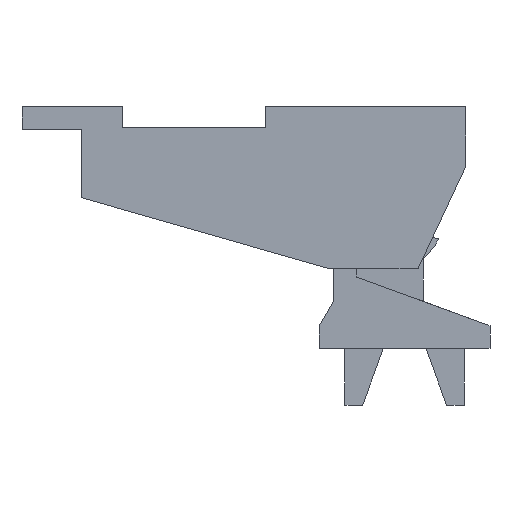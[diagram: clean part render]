
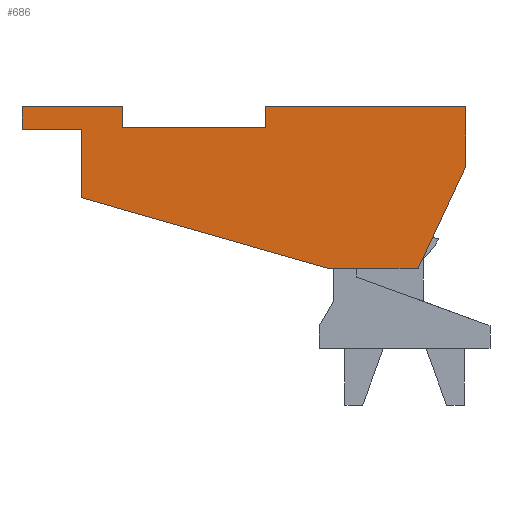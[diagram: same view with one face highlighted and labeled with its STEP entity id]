
A CAD part, left-side view. The second image highlights one B-rep face of the part: STEP entity #686.
In plain terms, the highlighted planar face has unit normal (-1, 0, 0).
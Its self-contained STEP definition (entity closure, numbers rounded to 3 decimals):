
#609=AXIS2_PLACEMENT_3D('Plane Axis2P3D',#606,#607,#608) ;
#508=CARTESIAN_POINT('Line Origine',(0.,15.4,9.7)) ;
#512=CARTESIAN_POINT('Vertex',(0.,16.45,9.7)) ;
#514=CARTESIAN_POINT('Vertex',(0.,14.35,9.7)) ;
#539=CARTESIAN_POINT('Line Origine',(0.,16.45,10.1)) ;
#543=CARTESIAN_POINT('Vertex',(0.,16.45,10.5)) ;
#588=CARTESIAN_POINT('Vertex',(0.,14.35,7.3)) ;
#591=CARTESIAN_POINT('Line Origine',(0.,14.35,8.5)) ;
#606=CARTESIAN_POINT('Axis2P3D Location',(0.,3.85,6.9)) ;
#611=CARTESIAN_POINT('Line Origine',(0.,14.675,10.5)) ;
#615=CARTESIAN_POINT('Vertex',(0.,12.9,10.5)) ;
#618=CARTESIAN_POINT('Line Origine',(0.,9.991,6.05)) ;
#622=CARTESIAN_POINT('Vertex',(0.,5.631,4.8)) ;
#625=CARTESIAN_POINT('Line Origine',(0.,4.08,4.8)) ;
#629=CARTESIAN_POINT('Vertex',(0.,2.529,4.8)) ;
#632=CARTESIAN_POINT('Line Origine',(0.,1.689,6.6)) ;
#636=CARTESIAN_POINT('Vertex',(0.,0.85,8.4)) ;
#639=CARTESIAN_POINT('Line Origine',(0.,0.85,9.45)) ;
#643=CARTESIAN_POINT('Vertex',(0.,0.85,10.5)) ;
#646=CARTESIAN_POINT('Line Origine',(0.,4.375,10.5)) ;
#650=CARTESIAN_POINT('Vertex',(0.,7.9,10.5)) ;
#653=CARTESIAN_POINT('Line Origine',(0.,7.9,10.125)) ;
#657=CARTESIAN_POINT('Vertex',(0.,7.9,9.75)) ;
#660=CARTESIAN_POINT('Line Origine',(0.,10.4,9.75)) ;
#664=CARTESIAN_POINT('Vertex',(0.,12.9,9.75)) ;
#667=CARTESIAN_POINT('Line Origine',(0.,12.9,10.125)) ;
#509=DIRECTION('Vector Direction',(0.,1.,0.)) ;
#540=DIRECTION('Vector Direction',(0.,0.,-1.)) ;
#592=DIRECTION('Vector Direction',(0.,0.,-1.)) ;
#607=DIRECTION('Axis2P3D Direction',(-1.,0.,0.)) ;
#608=DIRECTION('Axis2P3D XDirection',(0.,-1.,0.)) ;
#612=DIRECTION('Vector Direction',(0.,-1.,0.)) ;
#619=DIRECTION('Vector Direction',(0.,-0.961,-0.276)) ;
#626=DIRECTION('Vector Direction',(0.,1.,0.)) ;
#633=DIRECTION('Vector Direction',(0.,-0.423,0.906)) ;
#640=DIRECTION('Vector Direction',(0.,0.,1.)) ;
#647=DIRECTION('Vector Direction',(0.,-1.,0.)) ;
#654=DIRECTION('Vector Direction',(0.,0.,-1.)) ;
#661=DIRECTION('Vector Direction',(0.,1.,0.)) ;
#668=DIRECTION('Vector Direction',(0.,0.,-1.)) ;
#510=VECTOR('Line Direction',#509,1.) ;
#541=VECTOR('Line Direction',#540,1.) ;
#593=VECTOR('Line Direction',#592,1.) ;
#613=VECTOR('Line Direction',#612,1.) ;
#620=VECTOR('Line Direction',#619,1.) ;
#627=VECTOR('Line Direction',#626,1.) ;
#634=VECTOR('Line Direction',#633,1.) ;
#641=VECTOR('Line Direction',#640,1.) ;
#648=VECTOR('Line Direction',#647,1.) ;
#655=VECTOR('Line Direction',#654,1.) ;
#662=VECTOR('Line Direction',#661,1.) ;
#669=VECTOR('Line Direction',#668,1.) ;
#673=ORIENTED_EDGE('',*,*,#617,.T.) ;
#674=ORIENTED_EDGE('',*,*,#545,.T.) ;
#675=ORIENTED_EDGE('',*,*,#516,.T.) ;
#676=ORIENTED_EDGE('',*,*,#595,.T.) ;
#677=ORIENTED_EDGE('',*,*,#624,.T.) ;
#678=ORIENTED_EDGE('',*,*,#631,.T.) ;
#679=ORIENTED_EDGE('',*,*,#638,.T.) ;
#680=ORIENTED_EDGE('',*,*,#645,.T.) ;
#681=ORIENTED_EDGE('',*,*,#652,.T.) ;
#682=ORIENTED_EDGE('',*,*,#659,.T.) ;
#683=ORIENTED_EDGE('',*,*,#666,.F.) ;
#684=ORIENTED_EDGE('',*,*,#671,.F.) ;
#686=ADVANCED_FACE('S3D SCHT ZGB 15 - gedreht',(#685),#610,.T.) ;
#516=EDGE_CURVE('',#513,#515,#511,.F.) ;
#545=EDGE_CURVE('',#544,#513,#542,.T.) ;
#595=EDGE_CURVE('',#515,#589,#594,.T.) ;
#617=EDGE_CURVE('',#616,#544,#614,.F.) ;
#624=EDGE_CURVE('',#589,#623,#621,.T.) ;
#631=EDGE_CURVE('',#623,#630,#628,.F.) ;
#638=EDGE_CURVE('',#630,#637,#635,.T.) ;
#645=EDGE_CURVE('',#637,#644,#642,.T.) ;
#652=EDGE_CURVE('',#644,#651,#649,.F.) ;
#659=EDGE_CURVE('',#651,#658,#656,.T.) ;
#666=EDGE_CURVE('',#665,#658,#663,.F.) ;
#671=EDGE_CURVE('',#616,#665,#670,.T.) ;
#672=EDGE_LOOP('',(#673,#674,#675,#676,#677,#678,#679,#680,#681,#682,#683,#684)) ;
#685=FACE_OUTER_BOUND('',#672,.T.) ;
#511=LINE('Line',#508,#510) ;
#542=LINE('Line',#539,#541) ;
#594=LINE('Line',#591,#593) ;
#614=LINE('Line',#611,#613) ;
#621=LINE('Line',#618,#620) ;
#628=LINE('Line',#625,#627) ;
#635=LINE('Line',#632,#634) ;
#642=LINE('Line',#639,#641) ;
#649=LINE('Line',#646,#648) ;
#656=LINE('Line',#653,#655) ;
#663=LINE('Line',#660,#662) ;
#670=LINE('Line',#667,#669) ;
#610=PLANE('',#609) ;
#513=VERTEX_POINT('',#512) ;
#515=VERTEX_POINT('',#514) ;
#544=VERTEX_POINT('',#543) ;
#589=VERTEX_POINT('',#588) ;
#616=VERTEX_POINT('',#615) ;
#623=VERTEX_POINT('',#622) ;
#630=VERTEX_POINT('',#629) ;
#637=VERTEX_POINT('',#636) ;
#644=VERTEX_POINT('',#643) ;
#651=VERTEX_POINT('',#650) ;
#658=VERTEX_POINT('',#657) ;
#665=VERTEX_POINT('',#664) ;
